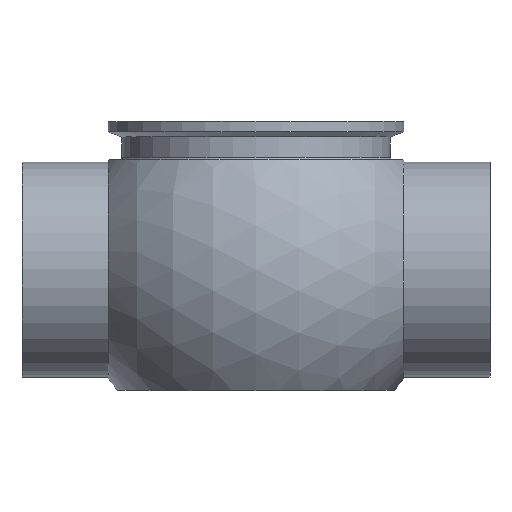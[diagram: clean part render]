
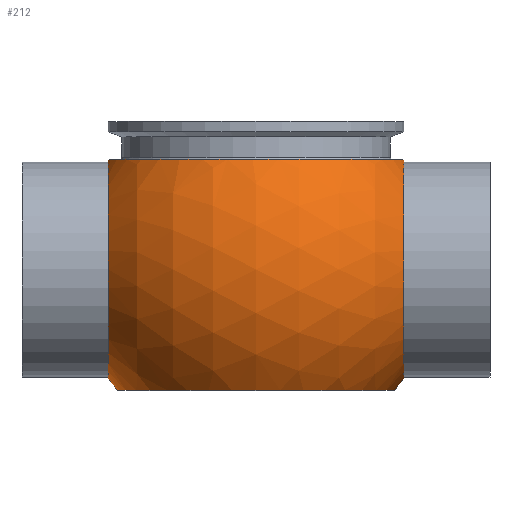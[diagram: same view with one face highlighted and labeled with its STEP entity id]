
A CAD part, top view. The second image highlights one B-rep face of the part: STEP entity #212.
In plain terms, the highlighted spherical face has radius 65.075 mm.
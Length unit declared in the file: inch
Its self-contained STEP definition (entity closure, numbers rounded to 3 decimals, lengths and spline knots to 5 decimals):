
#17=SPHERICAL_SURFACE('',#256,2.562);
#20=FACE_BOUND('',#61,.T.);
#21=FACE_BOUND('',#62,.T.);
#44=FACE_OUTER_BOUND('',#60,.T.);
#60=EDGE_LOOP('',(#160,#161,#162,#163,#164,#165));
#61=EDGE_LOOP('',(#166));
#62=EDGE_LOOP('',(#167));
#74=CIRCLE('',#248,1.51917);
#75=CIRCLE('',#249,1.51917);
#76=CIRCLE('',#251,1.51917);
#77=CIRCLE('',#252,1.51917);
#80=CIRCLE('',#257,2.562);
#81=CIRCLE('',#258,1.92993);
#82=CIRCLE('',#259,2.05125);
#97=VERTEX_POINT('',#373);
#98=VERTEX_POINT('',#374);
#99=VERTEX_POINT('',#378);
#100=VERTEX_POINT('',#379);
#103=VERTEX_POINT('',#389);
#104=VERTEX_POINT('',#391);
#120=EDGE_CURVE('',#97,#98,#74,.T.);
#121=EDGE_CURVE('',#98,#97,#75,.T.);
#122=EDGE_CURVE('',#99,#100,#76,.T.);
#123=EDGE_CURVE('',#100,#99,#77,.T.);
#126=EDGE_CURVE('',#100,#98,#80,.T.);
#127=EDGE_CURVE('',#103,#103,#81,.T.);
#128=EDGE_CURVE('',#104,#104,#82,.T.);
#160=ORIENTED_EDGE('',*,*,#122,.F.);
#161=ORIENTED_EDGE('',*,*,#123,.F.);
#162=ORIENTED_EDGE('',*,*,#126,.T.);
#163=ORIENTED_EDGE('',*,*,#120,.F.);
#164=ORIENTED_EDGE('',*,*,#121,.F.);
#165=ORIENTED_EDGE('',*,*,#126,.F.);
#166=ORIENTED_EDGE('',*,*,#127,.T.);
#167=ORIENTED_EDGE('',*,*,#128,.F.);
#212=ADVANCED_FACE('',(#44,#20,#21),#17,.T.);
#248=AXIS2_PLACEMENT_3D('',#375,#298,#299);
#249=AXIS2_PLACEMENT_3D('',#376,#300,#301);
#251=AXIS2_PLACEMENT_3D('',#380,#304,#305);
#252=AXIS2_PLACEMENT_3D('',#381,#306,#307);
#256=AXIS2_PLACEMENT_3D('',#387,#314,#315);
#257=AXIS2_PLACEMENT_3D('',#388,#316,#317);
#258=AXIS2_PLACEMENT_3D('',#390,#318,#319);
#259=AXIS2_PLACEMENT_3D('',#392,#320,#321);
#298=DIRECTION('center_axis',(1.,0.,0.));
#299=DIRECTION('ref_axis',(0.,-1.,0.));
#300=DIRECTION('center_axis',(1.,0.,0.));
#301=DIRECTION('ref_axis',(0.,-1.,0.));
#304=DIRECTION('center_axis',(-1.,0.,0.));
#305=DIRECTION('ref_axis',(0.,1.,0.));
#306=DIRECTION('center_axis',(-1.,0.,0.));
#307=DIRECTION('ref_axis',(0.,1.,0.));
#314=DIRECTION('center_axis',(-1.,0.,0.));
#315=DIRECTION('ref_axis',(0.,0.,1.));
#316=DIRECTION('center_axis',(0.,-1.,0.));
#317=DIRECTION('ref_axis',(0.,0.,
-1.));
#318=DIRECTION('center_axis',(0.,1.,0.));
#319=DIRECTION('ref_axis',(0.,0.,1.));
#320=DIRECTION('center_axis',(0.,1.,0.));
#321=DIRECTION('ref_axis',(0.,0.,1.));
#373=CARTESIAN_POINT('',(2.063,1.51917,0.));
#374=CARTESIAN_POINT('',(2.063,0.,-1.51917));
#375=CARTESIAN_POINT('Origin',(2.063,0.,0.));
#376=CARTESIAN_POINT('Origin',(2.063,0.,0.));
#378=CARTESIAN_POINT('',(-2.063,-1.51917,0.));
#379=CARTESIAN_POINT('',(-2.063,0.,-1.51917));
#380=CARTESIAN_POINT('Origin',(-2.063,0.,0.));
#381=CARTESIAN_POINT('Origin',(-2.063,0.,0.));
#387=CARTESIAN_POINT('Origin',(0.,0.,0.));
#388=CARTESIAN_POINT('Origin',(0.,0.,0.));
#389=CARTESIAN_POINT('',(0.,-1.685,1.92993));
#390=CARTESIAN_POINT('Origin',(0.,-1.685,0.));
#391=CARTESIAN_POINT('',(1.943,1.535,-0.65755));
#392=CARTESIAN_POINT('Origin',(0.,1.535,0.));
